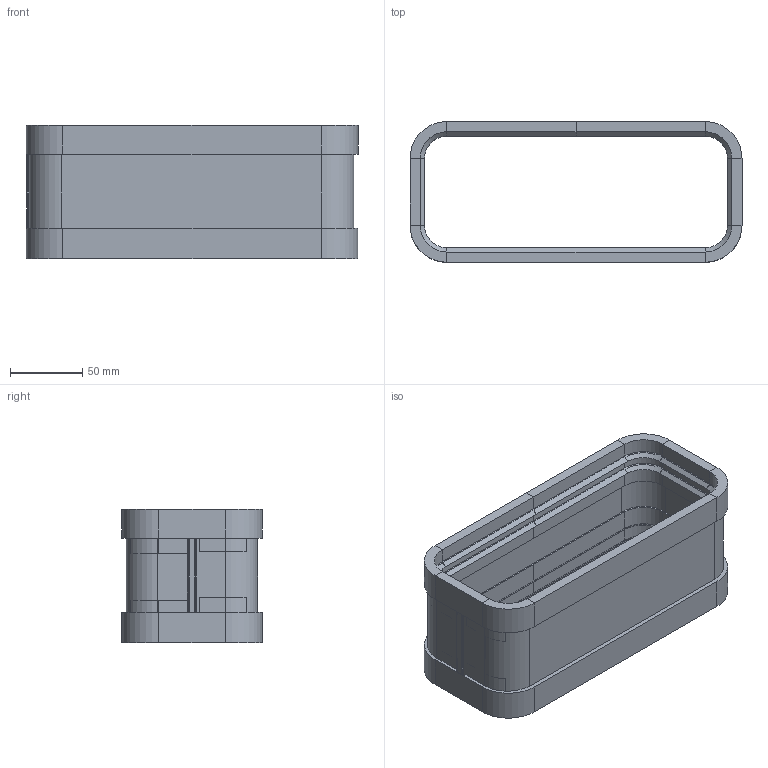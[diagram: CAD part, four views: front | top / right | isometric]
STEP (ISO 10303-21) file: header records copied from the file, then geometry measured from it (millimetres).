
FILE_DESCRIPTION(('STEP AP203'),'1');
FILE_NAME('V 4061034 SF-VBS 150 Rohrbogenverbinder.STP','2019-11-15T11:14:25',(' '),(' '),'Spatial InterOp 3D',' ',' ');
FILE_SCHEMA(('CONFIG_CONTROL_DESIGN'));
Length unit declared in the file: millimetre
Products named in the file (1): 1
Bounding box: 229 x 97 x 92 mm (x, y, z)
Volume: 150006.1 mm3; surface area: 235494.3 mm2
Topology: 1 solids, 2 shells, 304 faces, 694 edges, 394 vertices
Faces by surface type: plane 201, cylinder 71, cone 32
Entity records: 8308 total; most frequent: DIRECTION 1476, CARTESIAN_POINT 1393, ORIENTED_EDGE 1388, EDGE_CURVE 694, LINE 522, VECTOR 522, AXIS2_PLACEMENT_3D 477, VERTEX_POINT 394
